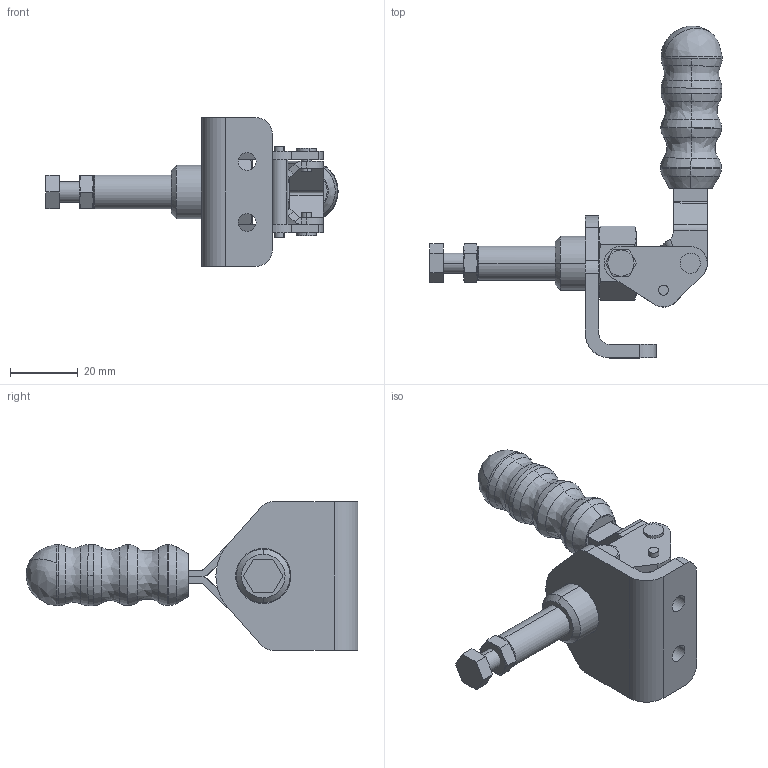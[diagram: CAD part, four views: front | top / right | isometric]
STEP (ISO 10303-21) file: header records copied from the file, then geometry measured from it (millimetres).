
FILE_DESCRIPTION (( 'STEP AP203' ), '1' );
FILE_NAME ('P100.STEP', '2016-10-28T10:22:20', ( '' ), ( '' ), 'SwSTEP 2.0', 'SolidWorks 2016', '' );
FILE_SCHEMA (( 'CONFIG_CONTROL_DESIGN' ));
Length unit declared in the file: millimetre
Products named in the file (14): 304-04; 304-01; M6HXHD25LG; 027-05; 304-03; 304-02; M6HALF; P100; 304-10; 304-04-1; 304-05; 304-07; 304-06; 007-30-14M
Assembly tree (16 placements, depth 2):
  P100
    027-05
    304-01
    304-02
    304-03  x2
    304-04
    304-04-1
    304-10  x2
    M6HXHD25LG
    M6HALF
    007-30-14M
    304-05
    304-07  x2
    304-06
Bounding box: 86.4 x 98.11 x 44 mm (x, y, z)
Volume: 32209.8 mm3; surface area: 22255.9 mm2
Topology: 16 solids, 16 shells, 336 faces, 793 edges, 498 vertices
Faces by surface type: cylinder 132, plane 120, cone 52, bspline 32
Entity records: 11014 total; most frequent: CARTESIAN_POINT 2754, DIRECTION 1432, ORIENTED_EDGE 1372, EDGE_CURVE 686, AXIS2_PLACEMENT_3D 574, VERTEX_POINT 430, EDGE_LOOP 330, CIRCLE 296
